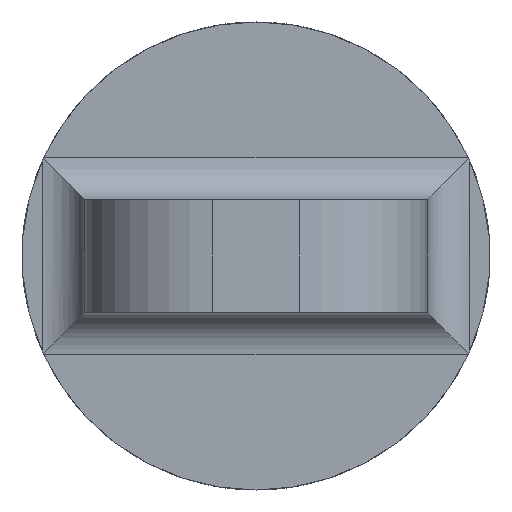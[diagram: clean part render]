
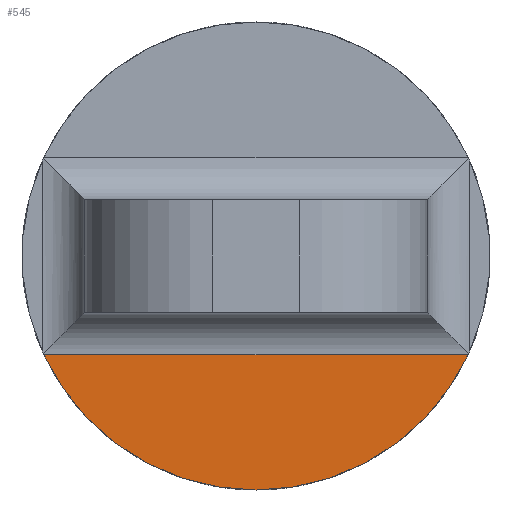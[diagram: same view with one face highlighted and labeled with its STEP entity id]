
A CAD part, front view. The second image highlights one B-rep face of the part: STEP entity #545.
In plain terms, the highlighted planar face has unit normal (0, -1, 0).
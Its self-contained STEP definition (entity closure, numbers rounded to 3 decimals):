
#71 = CIRCLE ( 'NONE', #777, 5.5 ) ;
#157 = ORIENTED_EDGE ( 'NONE', *, *, #942, .T. ) ;
#165 = DIRECTION ( 'NONE',  ( 0., 0., -1. ) ) ;
#288 = PLANE ( 'NONE',  #579 ) ;
#294 = AXIS2_PLACEMENT_3D ( 'NONE', #864, #881, #165 ) ;
#367 = CARTESIAN_POINT ( 'NONE',  ( 0., 10., -5.5 ) ) ;
#415 = EDGE_CURVE ( 'NONE', #547, #705, #458, .T. ) ;
#458 = LINE ( 'NONE', #1195, #732 ) ;
#545 = ADVANCED_FACE ( 'NONE', ( #814 ), #288, .T. ) ;
#547 = VERTEX_POINT ( 'NONE', #840 ) ;
#579 = AXIS2_PLACEMENT_3D ( 'NONE', #1113, #709, #1119 ) ;
#581 = VERTEX_POINT ( 'NONE', #367 ) ;
#593 = CARTESIAN_POINT ( 'NONE',  ( -4.984, 10., -2.325 ) ) ;
#675 = DIRECTION ( 'NONE',  ( -1., 0., 0. ) ) ;
#705 = VERTEX_POINT ( 'NONE', #593 ) ;
#709 = DIRECTION ( 'NONE',  ( 0., -1., 0. ) ) ;
#717 = DIRECTION ( 'NONE',  ( 0., 0., -1. ) ) ;
#732 = VECTOR ( 'NONE', #675, 1000. ) ;
#777 = AXIS2_PLACEMENT_3D ( 'NONE', #1329, #816, #717 ) ;
#795 = ORIENTED_EDGE ( 'NONE', *, *, #1129, .T. ) ;
#814 = FACE_OUTER_BOUND ( 'NONE', #949, .T. ) ;
#816 = DIRECTION ( 'NONE',  ( 0., -1., 0. ) ) ;
#840 = CARTESIAN_POINT ( 'NONE',  ( 4.984, 10., -2.325 ) ) ;
#864 = CARTESIAN_POINT ( 'NONE',  ( 0., 10., 0. ) ) ;
#881 = DIRECTION ( 'NONE',  ( 0., -1., 0. ) ) ;
#883 = CIRCLE ( 'NONE', #294, 5.5 ) ;
#924 = ORIENTED_EDGE ( 'NONE', *, *, #415, .T. ) ;
#942 = EDGE_CURVE ( 'NONE', #705, #581, #71, .T. ) ;
#949 = EDGE_LOOP ( 'NONE', ( #157, #795, #924 ) ) ;
#1113 = CARTESIAN_POINT ( 'NONE',  ( 0., 10., 0. ) ) ;
#1119 = DIRECTION ( 'NONE',  ( 0., 0., -1. ) ) ;
#1129 = EDGE_CURVE ( 'NONE', #581, #547, #883, .T. ) ;
#1195 = CARTESIAN_POINT ( 'NONE',  ( 0., 10., -2.325 ) ) ;
#1329 = CARTESIAN_POINT ( 'NONE',  ( 0., 10., 0. ) ) ;
